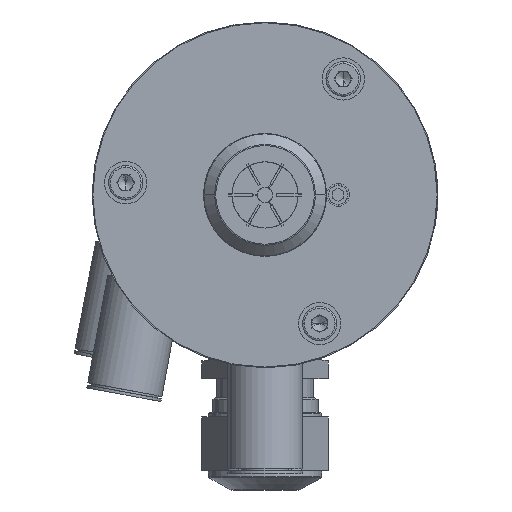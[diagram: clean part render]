
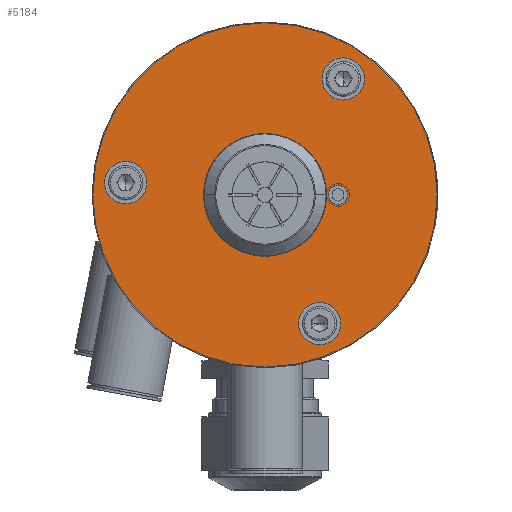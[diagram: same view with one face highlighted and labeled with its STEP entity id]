
A CAD part, left-side view. The second image highlights one B-rep face of the part: STEP entity #5184.
In plain terms, the highlighted planar face has unit normal (-1, 0, 0).
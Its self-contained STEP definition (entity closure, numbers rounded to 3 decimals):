
#4956 = EDGE_CURVE ( 'NONE', #5193, #4957, #9218, .T. ) ;
#4957 = VERTEX_POINT ( 'NONE', #9213 ) ;
#4968 = VERTEX_POINT ( 'NONE', #9191 ) ;
#4970 = EDGE_CURVE ( 'NONE', #4968, #4971, #9190, .T. ) ;
#4971 = VERTEX_POINT ( 'NONE', #9153 ) ;
#4981 = VERTEX_POINT ( 'NONE', #9520 ) ;
#4983 = EDGE_CURVE ( 'NONE', #4981, #4984, #9519, .T. ) ;
#4984 = VERTEX_POINT ( 'NONE', #9514 ) ;
#4990 = EDGE_CURVE ( 'NONE', #4991, #4992, #9508, .T. ) ;
#4991 = VERTEX_POINT ( 'NONE', #9498 ) ;
#4992 = VERTEX_POINT ( 'NONE', #9497 ) ;
#5078 = VERTEX_POINT ( 'NONE', #9366 ) ;
#5098 = EDGE_CURVE ( 'NONE', #4984, #4981, #9734, .T. ) ;
#5109 = EDGE_CURVE ( 'NONE', #4992, #4991, #9591, .T. ) ;
#5120 = EDGE_CURVE ( 'NONE', #4957, #5193, #9738, .T. ) ;
#5128 = EDGE_CURVE ( 'NONE', #4971, #4968, #9686, .T. ) ;
#5136 = EDGE_CURVE ( 'NONE', #5139, #5078, #9534, .T. ) ;
#5139 = VERTEX_POINT ( 'NONE', #9525 ) ;
#5167 = EDGE_LOOP ( 'NONE', ( #5168, #5169 ) ) ;
#5168 = ORIENTED_EDGE ( 'NONE', *, *, #5128, .F. ) ;
#5169 = ORIENTED_EDGE ( 'NONE', *, *, #4970, .F. ) ;
#5170 = EDGE_LOOP ( 'NONE', ( #5171, #5182 ) ) ;
#5171 = ORIENTED_EDGE ( 'NONE', *, *, #5120, .F. ) ;
#5180 = ORIENTED_EDGE ( 'NONE', *, *, #5136, .F. ) ;
#5181 = EDGE_CURVE ( 'NONE', #5078, #5139, #9633, .T. ) ;
#5182 = ORIENTED_EDGE ( 'NONE', *, *, #4956, .F. ) ;
#5183 = EDGE_LOOP ( 'NONE', ( #5187, #5188 ) ) ;
#5184 = ADVANCED_FACE ( 'NONE', ( #9628, #9627, #9626, #9625, #9624, #9623 ), #9622, .T. ) ;
#5185 = EDGE_LOOP ( 'NONE', ( #5186, #5180 ) ) ;
#5186 = ORIENTED_EDGE ( 'NONE', *, *, #5181, .F. ) ;
#5187 = ORIENTED_EDGE ( 'NONE', *, *, #5098, .F. ) ;
#5188 = ORIENTED_EDGE ( 'NONE', *, *, #4983, .F. ) ;
#5193 = VERTEX_POINT ( 'NONE', #9612 ) ;
#5212 = EDGE_CURVE ( 'NONE', #5213, #5214, #9763, .T. ) ;
#5213 = VERTEX_POINT ( 'NONE', #9758 ) ;
#5214 = VERTEX_POINT ( 'NONE', #9757 ) ;
#5424 = EDGE_LOOP ( 'NONE', ( #5425, #5544 ) ) ;
#5425 = ORIENTED_EDGE ( 'NONE', *, *, #5426, .T. ) ;
#5426 = EDGE_CURVE ( 'NONE', #5214, #5213, #10157, .T. ) ;
#5544 = ORIENTED_EDGE ( 'NONE', *, *, #5212, .T. ) ;
#5545 = EDGE_LOOP ( 'NONE', ( #5546, #5547 ) ) ;
#5546 = ORIENTED_EDGE ( 'NONE', *, *, #4990, .F. ) ;
#5547 = ORIENTED_EDGE ( 'NONE', *, *, #5109, .F. ) ;
#9153 = CARTESIAN_POINT ( 'NONE',  ( -125.9, 18.131, 4.336 ) ) ;
#9186 = DIRECTION ( 'NONE',  ( 0., 0., 1. ) ) ;
#9187 = DIRECTION ( 'NONE',  ( -1., 0., 0. ) ) ;
#9188 = CARTESIAN_POINT ( 'NONE',  ( -125.9, 18.131, 1.586 ) ) ;
#9189 = AXIS2_PLACEMENT_3D ( 'NONE', #9188, #9187, #9186 ) ;
#9190 = CIRCLE ( 'NONE', #9189, 2.75 ) ;
#9191 = CARTESIAN_POINT ( 'NONE',  ( -125.9, 18.131, -1.164 ) ) ;
#9213 = CARTESIAN_POINT ( 'NONE',  ( -125.9, -10.177, 17.838 ) ) ;
#9214 = DIRECTION ( 'NONE',  ( 0., 0., 1. ) ) ;
#9215 = DIRECTION ( 'NONE',  ( -1., 0., 0. ) ) ;
#9216 = CARTESIAN_POINT ( 'NONE',  ( -125.9, -10.177, 15.088 ) ) ;
#9217 = AXIS2_PLACEMENT_3D ( 'NONE', #9216, #9215, #9214 ) ;
#9218 = CIRCLE ( 'NONE', #9217, 2.75 ) ;
#9366 = CARTESIAN_POINT ( 'NONE',  ( -125.9, -9.5, 1.25 ) ) ;
#9497 = CARTESIAN_POINT ( 'NONE',  ( -125.9, 0., 22.4 ) ) ;
#9498 = CARTESIAN_POINT ( 'NONE',  ( -125.9, 0., -22.4 ) ) ;
#9499 = DIRECTION ( 'NONE',  ( 0., 0., -1. ) ) ;
#9500 = DIRECTION ( 'NONE',  ( 1., 0., 0. ) ) ;
#9501 = CARTESIAN_POINT ( 'NONE',  ( -125.9, 0., 0. ) ) ;
#9502 = AXIS2_PLACEMENT_3D ( 'NONE', #9501, #9500, #9499 ) ;
#9508 = CIRCLE ( 'NONE', #9502, 22.4 ) ;
#9514 = CARTESIAN_POINT ( 'NONE',  ( -125.9, -7.111, -14.003 ) ) ;
#9515 = DIRECTION ( 'NONE',  ( 0., 0., 1. ) ) ;
#9516 = DIRECTION ( 'NONE',  ( -1., 0., 0. ) ) ;
#9517 = CARTESIAN_POINT ( 'NONE',  ( -125.9, -7.111, -16.753 ) ) ;
#9518 = AXIS2_PLACEMENT_3D ( 'NONE', #9517, #9516, #9515 ) ;
#9519 = CIRCLE ( 'NONE', #9518, 2.75 ) ;
#9520 = CARTESIAN_POINT ( 'NONE',  ( -125.9, -7.111, -19.503 ) ) ;
#9525 = CARTESIAN_POINT ( 'NONE',  ( -125.9, -9.5, -1.25 ) ) ;
#9530 = DIRECTION ( 'NONE',  ( 0., 0., 1. ) ) ;
#9531 = DIRECTION ( 'NONE',  ( -1., 0., 0. ) ) ;
#9532 = CARTESIAN_POINT ( 'NONE',  ( -125.9, -9.5, 0. ) ) ;
#9533 = AXIS2_PLACEMENT_3D ( 'NONE', #9532, #9531, #9530 ) ;
#9534 = CIRCLE ( 'NONE', #9533, 1.25 ) ;
#9567 = DIRECTION ( 'NONE',  ( 0., 0., 1. ) ) ;
#9591 = CIRCLE ( 'NONE', #9753, 22.4 ) ;
#9612 = CARTESIAN_POINT ( 'NONE',  ( -125.9, -10.177, 12.338 ) ) ;
#9618 = DIRECTION ( 'NONE',  ( 0., 0., 1. ) ) ;
#9619 = DIRECTION ( 'NONE',  ( -1., 0., 0. ) ) ;
#9620 = CARTESIAN_POINT ( 'NONE',  ( -125.9, 22.4, 0. ) ) ;
#9621 = AXIS2_PLACEMENT_3D ( 'NONE', #9620, #9619, #9618 ) ;
#9622 = PLANE ( 'NONE',  #9621 ) ;
#9623 = FACE_OUTER_BOUND ( 'NONE', #5545, .T. ) ;
#9624 = FACE_BOUND ( 'NONE', #5424, .T. ) ;
#9625 = FACE_BOUND ( 'NONE', #5183, .T. ) ;
#9626 = FACE_BOUND ( 'NONE', #5170, .T. ) ;
#9627 = FACE_BOUND ( 'NONE', #5167, .T. ) ;
#9628 = FACE_BOUND ( 'NONE', #5185, .T. ) ;
#9629 = DIRECTION ( 'NONE',  ( 0., 0., 1. ) ) ;
#9630 = DIRECTION ( 'NONE',  ( -1., 0., 0. ) ) ;
#9631 = CARTESIAN_POINT ( 'NONE',  ( -125.9, -9.5, 0. ) ) ;
#9632 = AXIS2_PLACEMENT_3D ( 'NONE', #9631, #9630, #9629 ) ;
#9633 = CIRCLE ( 'NONE', #9632, 1.25 ) ;
#9682 = DIRECTION ( 'NONE',  ( 0., 0., 1. ) ) ;
#9683 = DIRECTION ( 'NONE',  ( -1., 0., 0. ) ) ;
#9684 = CARTESIAN_POINT ( 'NONE',  ( -125.9, 18.131, 1.586 ) ) ;
#9685 = AXIS2_PLACEMENT_3D ( 'NONE', #9684, #9683, #9682 ) ;
#9686 = CIRCLE ( 'NONE', #9685, 2.75 ) ;
#9730 = DIRECTION ( 'NONE',  ( 0., 0., 1. ) ) ;
#9731 = DIRECTION ( 'NONE',  ( -1., 0., 0. ) ) ;
#9732 = CARTESIAN_POINT ( 'NONE',  ( -125.9, -7.111, -16.753 ) ) ;
#9733 = AXIS2_PLACEMENT_3D ( 'NONE', #9732, #9731, #9730 ) ;
#9734 = CIRCLE ( 'NONE', #9733, 2.75 ) ;
#9735 = DIRECTION ( 'NONE',  ( -1., 0., 0. ) ) ;
#9736 = CARTESIAN_POINT ( 'NONE',  ( -125.9, -10.177, 15.088 ) ) ;
#9737 = AXIS2_PLACEMENT_3D ( 'NONE', #9736, #9735, #9567 ) ;
#9738 = CIRCLE ( 'NONE', #9737, 2.75 ) ;
#9750 = DIRECTION ( 'NONE',  ( 0., 0., -1. ) ) ;
#9751 = DIRECTION ( 'NONE',  ( 1., 0., 0. ) ) ;
#9752 = CARTESIAN_POINT ( 'NONE',  ( -125.9, 0., 0. ) ) ;
#9753 = AXIS2_PLACEMENT_3D ( 'NONE', #9752, #9751, #9750 ) ;
#9757 = CARTESIAN_POINT ( 'NONE',  ( -125.9, 0., -7.2 ) ) ;
#9758 = CARTESIAN_POINT ( 'NONE',  ( -125.9, 0., 7.2 ) ) ;
#9759 = DIRECTION ( 'NONE',  ( 0., 0., -1. ) ) ;
#9760 = DIRECTION ( 'NONE',  ( 1., 0., 0. ) ) ;
#9761 = CARTESIAN_POINT ( 'NONE',  ( -125.9, 0., 0. ) ) ;
#9762 = AXIS2_PLACEMENT_3D ( 'NONE', #9761, #9760, #9759 ) ;
#9763 = CIRCLE ( 'NONE', #9762, 7.2 ) ;
#10153 = DIRECTION ( 'NONE',  ( 0., 0., -1. ) ) ;
#10154 = DIRECTION ( 'NONE',  ( 1., 0., 0. ) ) ;
#10155 = CARTESIAN_POINT ( 'NONE',  ( -125.9, 0., 0. ) ) ;
#10156 = AXIS2_PLACEMENT_3D ( 'NONE', #10155, #10154, #10153 ) ;
#10157 = CIRCLE ( 'NONE', #10156, 7.2 ) ;
